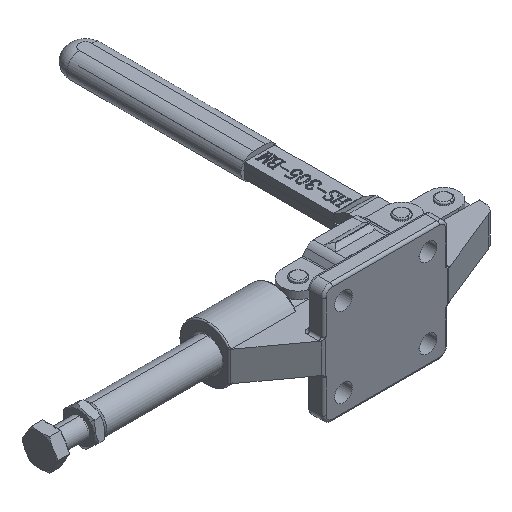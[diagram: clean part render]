
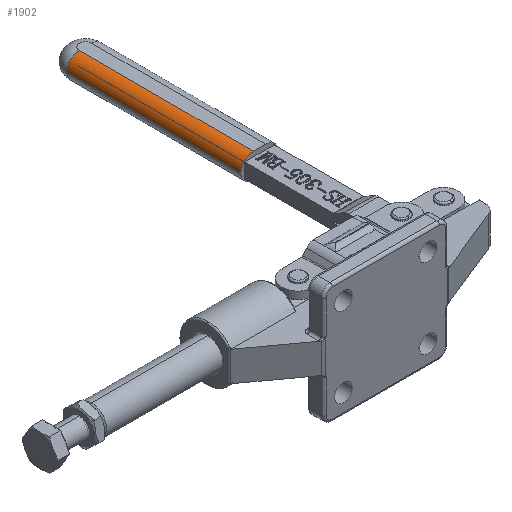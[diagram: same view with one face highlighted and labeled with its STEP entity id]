
A CAD part, isometric view. The second image highlights one B-rep face of the part: STEP entity #1902.
In plain terms, the highlighted cylindrical face has radius 5 mm (diameter 10 mm), a partial arc.
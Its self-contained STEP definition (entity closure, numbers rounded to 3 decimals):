
#1902 = ADVANCED_FACE ( 'NONE', ( #21438 ), #21442, .T. ) ;
#2036 = EDGE_LOOP ( 'NONE', ( #21990, #21991, #21993, #21994 ) ) ;
#4310 = VERTEX_POINT ( 'NONE', #6876 ) ;
#4322 = VERTEX_POINT ( 'NONE', #6888 ) ;
#4358 = VERTEX_POINT ( 'NONE', #6924 ) ;
#4563 = VERTEX_POINT ( 'NONE', #7127 ) ;
#6759 = DIRECTION ( 'NONE',  ( 0., 0., -1. ) ) ;
#6764 = DIRECTION ( 'NONE',  ( 0., -1., 0. ) ) ;
#6766 = CARTESIAN_POINT ( 'NONE',  ( 5., 70., 0. ) ) ;
#6876 = CARTESIAN_POINT ( 'NONE',  ( 5., 70., 5. ) ) ;
#6888 = CARTESIAN_POINT ( 'NONE',  ( 5., 0., 5. ) ) ;
#6924 = CARTESIAN_POINT ( 'NONE',  ( 0., 70., 0. ) ) ;
#7127 = CARTESIAN_POINT ( 'NONE',  ( 0., 0., 0. ) ) ;
#9613 = CARTESIAN_POINT ( 'NONE',  ( 5., 0., 0. ) ) ;
#9614 = DIRECTION ( 'NONE',  ( 0., -1., 0. ) ) ;
#9615 = DIRECTION ( 'NONE',  ( -1., 0., 0. ) ) ;
#9624 = DIRECTION ( 'NONE',  ( 0., -1., 0. ) ) ;
#9628 = CARTESIAN_POINT ( 'NONE',  ( 5., 70., 5. ) ) ;
#9646 = DIRECTION ( 'NONE',  ( 0., 1., 0. ) ) ;
#9653 = CARTESIAN_POINT ( 'NONE',  ( 5., 70., 0. ) ) ;
#9654 = DIRECTION ( 'NONE',  ( 0., -1., 0. ) ) ;
#9655 = DIRECTION ( 'NONE',  ( 0., 0., -1. ) ) ;
#9656 = CARTESIAN_POINT ( 'NONE',  ( 0., 0., 0. ) ) ;
#10208 = CIRCLE ( 'NONE', #28076, 5. ) ;
#10220 = LINE ( 'NONE', #9628, #10222 ) ;
#10222 = VECTOR ( 'NONE', #9624, 1000. ) ;
#10234 = CIRCLE ( 'NONE', #28085, 5. ) ;
#10235 = LINE ( 'NONE', #9656, #10238 ) ;
#10238 = VECTOR ( 'NONE', #9646, 1000. ) ;
#21438 = FACE_OUTER_BOUND ( 'NONE', #2036, .T. ) ;
#21442 = CYLINDRICAL_SURFACE ( 'NONE', #28037, 5. ) ;
#21990 = ORIENTED_EDGE ( 'NONE', *, *, #27165, .F. ) ;
#21991 = ORIENTED_EDGE ( 'NONE', *, *, #27174, .T. ) ;
#21993 = ORIENTED_EDGE ( 'NONE', *, *, #27176, .F. ) ;
#21994 = ORIENTED_EDGE ( 'NONE', *, *, #27158, .F. ) ;
#27158 = EDGE_CURVE ( 'NONE', #4322, #4563, #10208, .T. ) ;
#27165 = EDGE_CURVE ( 'NONE', #4310, #4322, #10220, .T. ) ;
#27174 = EDGE_CURVE ( 'NONE', #4310, #4358, #10234, .T. ) ;
#27176 = EDGE_CURVE ( 'NONE', #4563, #4358, #10235, .T. ) ;
#28037 = AXIS2_PLACEMENT_3D ( 'NONE', #6766, #6764, #6759 ) ;
#28076 = AXIS2_PLACEMENT_3D ( 'NONE', #9613, #9614, #9615 ) ;
#28085 = AXIS2_PLACEMENT_3D ( 'NONE', #9653, #9654, #9655 ) ;
